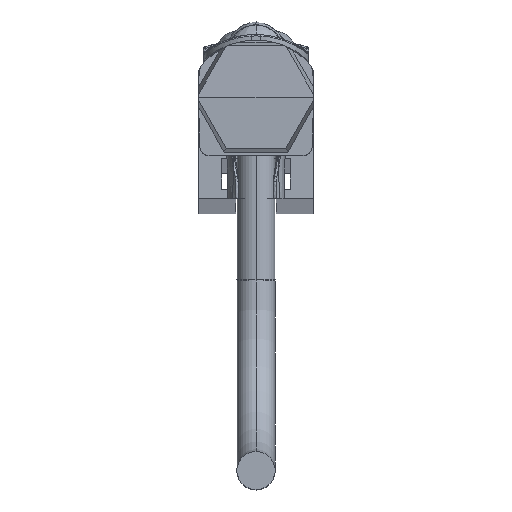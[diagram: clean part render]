
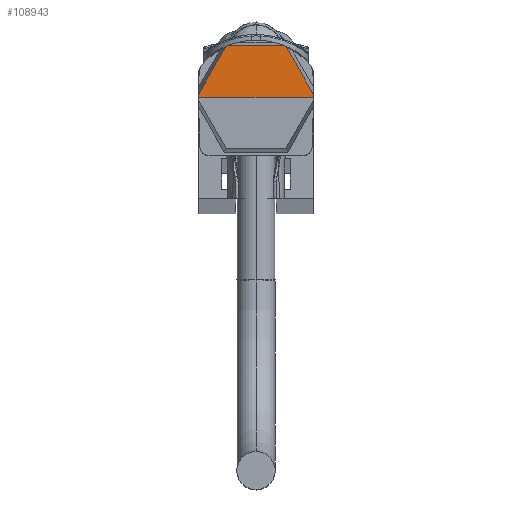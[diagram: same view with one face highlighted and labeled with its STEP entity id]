
A CAD part, top view. The second image highlights one B-rep face of the part: STEP entity #108943.
In plain terms, the highlighted planar face has unit normal (0, 0.018, 1).
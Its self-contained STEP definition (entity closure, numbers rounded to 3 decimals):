
#44237=CARTESIAN_POINT('',(3.161,7.618,458.658));
#44270=CARTESIAN_POINT('',(2.928,7.722,458.656));
#44271=CARTESIAN_POINT('',(3.006,7.689,458.657));
#44272=CARTESIAN_POINT('',(3.084,7.654,458.657));
#44273=CARTESIAN_POINT('',(3.161,7.618,458.658));
#44275=DIRECTION('',(-0.497,0.868,-0.015));
#44276=VECTOR('',#44275,5.7);
#44277=CARTESIAN_POINT('',(5.994,2.673,458.744));
#44278=LINE('',#44277,#44276);
#44279=DIRECTION('',(-0.017,1.,-0.017));
#44280=VECTOR('',#44279,0.323);
#44281=CARTESIAN_POINT('',(6.,2.35,458.75));
#44282=LINE('',#44281,#44280);
#44283=DIRECTION('',(1.,0.,0.));
#44284=VECTOR('',#44283,12.);
#44285=CARTESIAN_POINT('',(-6.,2.35,458.75));
#44286=LINE('',#44285,#44284);
#44287=DIRECTION('',(0.017,1.,-0.017));
#44288=VECTOR('',#44287,0.323);
#44289=CARTESIAN_POINT('',(-6.,2.35,458.75));
#44290=LINE('',#44289,#44288);
#44291=DIRECTION('',(-0.497,-0.868,0.015));
#44292=VECTOR('',#44291,5.7);
#44293=CARTESIAN_POINT('',(-3.161,7.618,
458.658));
#44294=LINE('',#44293,#44292);
#44295=CARTESIAN_POINT('',(-3.161,7.618,
458.658));
#44296=CARTESIAN_POINT('',(-3.084,7.654,
458.657));
#44297=CARTESIAN_POINT('',(-3.006,7.689,
458.657));
#44298=CARTESIAN_POINT('',(-2.927,7.722,
458.656));
#44300=DIRECTION('',(-1.,0.,0.));
#44301=VECTOR('',#44300,5.855);
#44302=CARTESIAN_POINT('',(2.928,7.722,458.656));
#44303=LINE('',#44302,#44301);
#46083=CARTESIAN_POINT('',(2.928,7.722,458.656));
#46089=CARTESIAN_POINT('',(-2.927,7.722,
458.656));
#46099=CARTESIAN_POINT('',(-3.161,7.618,
458.658));
#49192=CARTESIAN_POINT('',(-6.,2.35,458.75));
#49193=VERTEX_POINT('',#49192);
#49194=CARTESIAN_POINT('',(6.,2.35,458.75));
#49195=VERTEX_POINT('',#49194);
#49204=VERTEX_POINT('',#44237);
#49207=CARTESIAN_POINT('',(5.994,2.673,458.744));
#49209=VERTEX_POINT('',#49207);
#49210=VERTEX_POINT('',#46099);
#49213=CARTESIAN_POINT('',(-5.994,2.673,
458.744));
#49215=VERTEX_POINT('',#49213);
#49220=VERTEX_POINT('',#46083);
#49222=VERTEX_POINT('',#46089);
#108923=CARTESIAN_POINT('',(-6.64,2.35,458.75));
#108924=DIRECTION('',(0.,0.017,1.));
#108925=DIRECTION('',(1.,0.,0.));
#108926=AXIS2_PLACEMENT_3D('',#108923,#108924,#108925);
#108927=PLANE('',#108926);
#108928=ORIENTED_EDGE('',*,*,#108884,.T.);
#108929=ORIENTED_EDGE('',*,*,#108871,.F.);
#108930=ORIENTED_EDGE('',*,*,#108856,.F.);
#108932=ORIENTED_EDGE('',*,*,#108931,.F.);
#108934=ORIENTED_EDGE('',*,*,#108933,.T.);
#108936=ORIENTED_EDGE('',*,*,#108935,.F.);
#108938=ORIENTED_EDGE('',*,*,#108937,.T.);
#108940=ORIENTED_EDGE('',*,*,#108939,.F.);
#108941=EDGE_LOOP('',(#108928,#108929,#108930,#108932,#108934,#108936,#108938,
#108940));
#108942=FACE_OUTER_BOUND('',#108941,.F.);
#108943=ADVANCED_FACE('',(#108942),#108927,.T.);
#44274=B_SPLINE_CURVE_WITH_KNOTS('',3,(#44270,#44271,#44272,#44273),
.UNSPECIFIED.,.F.,.F.,(4,4),(0.,1.),.UNSPECIFIED.);
#44299=B_SPLINE_CURVE_WITH_KNOTS('',3,(#44295,#44296,#44297,#44298),
.UNSPECIFIED.,.F.,.F.,(4,4),(0.,1.),.UNSPECIFIED.);
#108856=EDGE_CURVE('',#49195,#49209,#44282,.T.);
#108871=EDGE_CURVE('',#49209,#49204,#44278,.T.);
#108884=EDGE_CURVE('',#49220,#49204,#44274,.T.);
#108931=EDGE_CURVE('',#49193,#49195,#44286,.T.);
#108933=EDGE_CURVE('',#49193,#49215,#44290,.T.);
#108935=EDGE_CURVE('',#49210,#49215,#44294,.T.);
#108937=EDGE_CURVE('',#49210,#49222,#44299,.T.);
#108939=EDGE_CURVE('',#49220,#49222,#44303,.T.);
